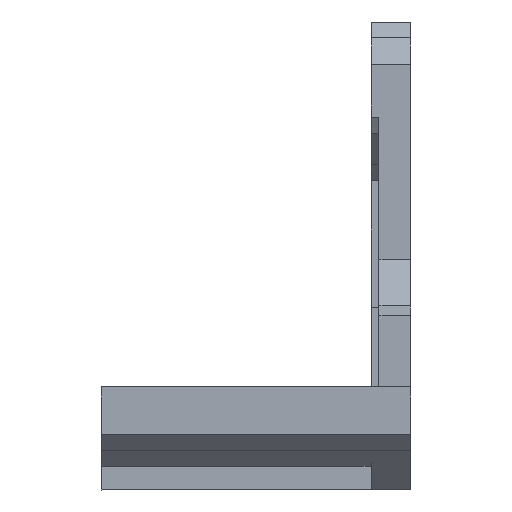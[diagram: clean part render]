
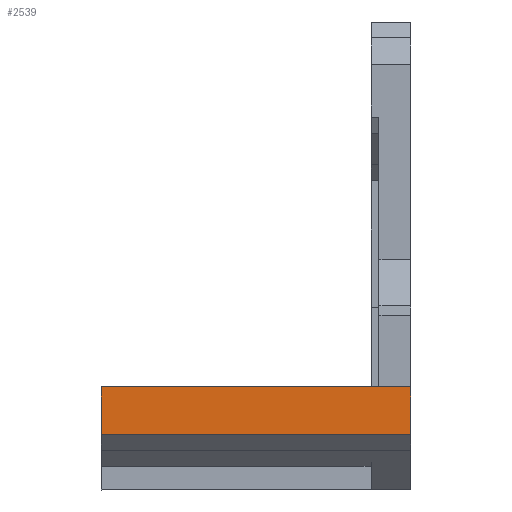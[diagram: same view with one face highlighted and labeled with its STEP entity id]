
A CAD part, left-side view. The second image highlights one B-rep face of the part: STEP entity #2539.
In plain terms, the highlighted planar face has unit normal (-1, 0, 0).
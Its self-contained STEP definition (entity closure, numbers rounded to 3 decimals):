
#101=PLANE('',#2705);
#223=FACE_OUTER_BOUND('',#369,.T.);
#369=EDGE_LOOP('',(#2003,#2004,#2005,#2006));
#589=LINE('',#3747,#911);
#590=LINE('',#3749,#912);
#591=LINE('',#3751,#913);
#592=LINE('',#3752,#914);
#911=VECTOR('',#3065,10.);
#912=VECTOR('',#3066,10.);
#913=VECTOR('',#3067,10.);
#914=VECTOR('',#3068,10.);
#1245=VERTEX_POINT('',#3745);
#1246=VERTEX_POINT('',#3746);
#1247=VERTEX_POINT('',#3748);
#1248=VERTEX_POINT('',#3750);
#1525=EDGE_CURVE('',#1245,#1246,#589,.T.);
#1526=EDGE_CURVE('',#1246,#1247,#590,.T.);
#1527=EDGE_CURVE('',#1248,#1247,#591,.T.);
#1528=EDGE_CURVE('',#1245,#1248,#592,.T.);
#2003=ORIENTED_EDGE('',*,*,#1525,.T.);
#2004=ORIENTED_EDGE('',*,*,#1526,.T.);
#2005=ORIENTED_EDGE('',*,*,#1527,.F.);
#2006=ORIENTED_EDGE('',*,*,#1528,.F.);
#2539=ADVANCED_FACE('',(#223),#101,.T.);
#2705=AXIS2_PLACEMENT_3D('',#3744,#3063,#3064);
#3063=DIRECTION('center_axis',(-1.,0.,0.));
#3064=DIRECTION('ref_axis',(0.,0.,1.));
#3065=DIRECTION('',(0.,1.,0.));
#3066=DIRECTION('',(0.,0.,-1.));
#3067=DIRECTION('',(0.,1.,0.));
#3068=DIRECTION('',(0.,0.,-1.));
#3744=CARTESIAN_POINT('Origin',(-65.323,52.15,67.982));
#3745=CARTESIAN_POINT('',(-65.323,50.15,65.482));
#3746=CARTESIAN_POINT('',(-65.323,89.15,65.482));
#3747=CARTESIAN_POINT('',(-65.323,70.65,65.482));
#3748=CARTESIAN_POINT('',(-65.323,89.15,59.482));
#3749=CARTESIAN_POINT('',(-65.323,89.15,63.232));
#3750=CARTESIAN_POINT('',(-65.323,50.15,59.482));
#3751=CARTESIAN_POINT('',(-65.323,70.65,59.482));
#3752=CARTESIAN_POINT('',(-65.323,50.15,64.732));
